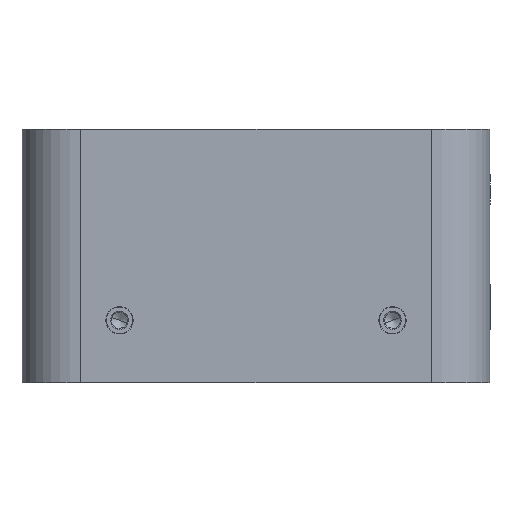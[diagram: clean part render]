
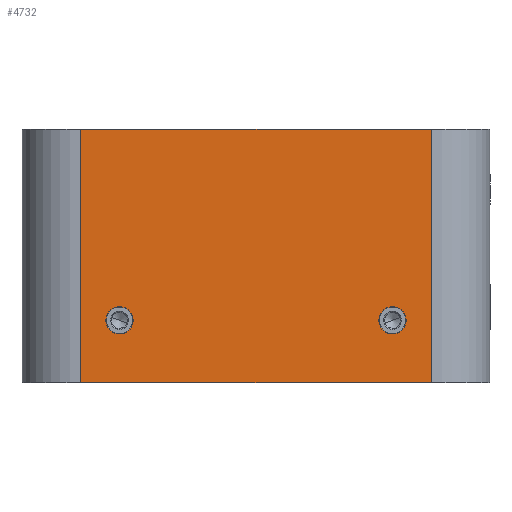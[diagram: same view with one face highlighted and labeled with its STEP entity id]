
A CAD part, left-side view. The second image highlights one B-rep face of the part: STEP entity #4732.
In plain terms, the highlighted planar face has unit normal (-1, 0, 0).
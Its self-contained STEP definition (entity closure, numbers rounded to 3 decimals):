
#44 = EDGE_LOOP ( 'NONE', ( #4808, #6088 ) ) ;
#211 = LINE ( 'NONE', #13311, #15555 ) ;
#728 = VERTEX_POINT ( 'NONE', #1215 ) ;
#982 = VERTEX_POINT ( 'NONE', #8032 ) ;
#1080 = VERTEX_POINT ( 'NONE', #9755 ) ;
#1189 = ORIENTED_EDGE ( 'NONE', *, *, #1880, .F. ) ;
#1215 = CARTESIAN_POINT ( 'NONE',  ( -60., 45., 32.5 ) ) ;
#1335 = DIRECTION ( 'NONE',  ( 0., 0., -1. ) ) ;
#1880 = EDGE_CURVE ( 'NONE', #982, #5920, #4147, .T. ) ;
#2044 = ORIENTED_EDGE ( 'NONE', *, *, #6167, .F. ) ;
#2051 = DIRECTION ( 'NONE',  ( -1., 0., 0. ) ) ;
#2972 = EDGE_CURVE ( 'NONE', #15089, #10567, #14930, .T. ) ;
#3051 = CARTESIAN_POINT ( 'NONE',  ( -60., -35., -13.1 ) ) ;
#3199 = CARTESIAN_POINT ( 'NONE',  ( -60., 35., -16.5 ) ) ;
#3241 = LINE ( 'NONE', #13907, #15803 ) ;
#3419 = CARTESIAN_POINT ( 'NONE',  ( -60., -35., -16.5 ) ) ;
#3534 = EDGE_LOOP ( 'NONE', ( #13564, #1189, #14842, #15250 ) ) ;
#4067 = CARTESIAN_POINT ( 'NONE',  ( -60., -45., 32.5 ) ) ;
#4147 = LINE ( 'NONE', #4067, #13770 ) ;
#4586 = DIRECTION ( 'NONE',  ( -1., 0., 0. ) ) ;
#4732 = ADVANCED_FACE ( 'NONE', ( #8216, #16093, #5611 ), #13673, .F. ) ;
#4808 = ORIENTED_EDGE ( 'NONE', *, *, #2972, .F. ) ;
#4961 = EDGE_CURVE ( 'NONE', #728, #982, #211, .T. ) ;
#5000 = DIRECTION ( 'NONE',  ( 0., 0., 1. ) ) ;
#5127 = VECTOR ( 'NONE', #1335, 1000. ) ;
#5284 = DIRECTION ( 'NONE',  ( 0., 0., -1. ) ) ;
#5414 = CARTESIAN_POINT ( 'NONE',  ( -60., 45., 32.5 ) ) ;
#5611 = FACE_OUTER_BOUND ( 'NONE', #3534, .T. ) ;
#5796 = CARTESIAN_POINT ( 'NONE',  ( -60., 45., -32.5 ) ) ;
#5920 = VERTEX_POINT ( 'NONE', #10913 ) ;
#6088 = ORIENTED_EDGE ( 'NONE', *, *, #10649, .F. ) ;
#6167 = EDGE_CURVE ( 'NONE', #7491, #1080, #15082, .T. ) ;
#6396 = CIRCLE ( 'NONE', #12207, 3.4 ) ;
#6534 = EDGE_CURVE ( 'NONE', #728, #11293, #14674, .T. ) ;
#7164 = CARTESIAN_POINT ( 'NONE',  ( -60., 35., -19.9 ) ) ;
#7345 = CARTESIAN_POINT ( 'NONE',  ( -60., 35., -16.5 ) ) ;
#7469 = AXIS2_PLACEMENT_3D ( 'NONE', #3199, #4586, #8572 ) ;
#7491 = VERTEX_POINT ( 'NONE', #3051 ) ;
#8032 = CARTESIAN_POINT ( 'NONE',  ( -60., -45., 32.5 ) ) ;
#8162 = CARTESIAN_POINT ( 'NONE',  ( -60., 35., -13.1 ) ) ;
#8216 = FACE_BOUND ( 'NONE', #44, .T. ) ;
#8572 = DIRECTION ( 'NONE',  ( 0., 0., 1. ) ) ;
#8896 = CARTESIAN_POINT ( 'NONE',  ( -60., -35., -16.5 ) ) ;
#9755 = CARTESIAN_POINT ( 'NONE',  ( -60., -35., -19.9 ) ) ;
#9926 = DIRECTION ( 'NONE',  ( 0., -1., 0. ) ) ;
#10008 = ORIENTED_EDGE ( 'NONE', *, *, #15790, .F. ) ;
#10325 = AXIS2_PLACEMENT_3D ( 'NONE', #7345, #2051, #14091 ) ;
#10567 = VERTEX_POINT ( 'NONE', #7164 ) ;
#10649 = EDGE_CURVE ( 'NONE', #10567, #15089, #15010, .T. ) ;
#10743 = DIRECTION ( 'NONE',  ( 0., 0., -1. ) ) ;
#10913 = CARTESIAN_POINT ( 'NONE',  ( -60., -45., -32.5 ) ) ;
#11293 = VERTEX_POINT ( 'NONE', #5796 ) ;
#11404 = DIRECTION ( 'NONE',  ( 0., 0., 1. ) ) ;
#12207 = AXIS2_PLACEMENT_3D ( 'NONE', #3419, #16513, #11404 ) ;
#12375 = CARTESIAN_POINT ( 'NONE',  ( -60., -45., 32.5 ) ) ;
#13311 = CARTESIAN_POINT ( 'NONE',  ( -60., -45., 32.5 ) ) ;
#13564 = ORIENTED_EDGE ( 'NONE', *, *, #15848, .T. ) ;
#13673 = PLANE ( 'NONE',  #14219 ) ;
#13770 = VECTOR ( 'NONE', #5284, 1000. ) ;
#13907 = CARTESIAN_POINT ( 'NONE',  ( -60., -45., -32.5 ) ) ;
#14091 = DIRECTION ( 'NONE',  ( 0., 0., 1. ) ) ;
#14188 = DIRECTION ( 'NONE',  ( -1., 0., 0. ) ) ;
#14219 = AXIS2_PLACEMENT_3D ( 'NONE', #12375, #16188, #10743 ) ;
#14612 = DIRECTION ( 'NONE',  ( 0., -1., 0. ) ) ;
#14674 = LINE ( 'NONE', #5414, #5127 ) ;
#14842 = ORIENTED_EDGE ( 'NONE', *, *, #4961, .F. ) ;
#14930 = CIRCLE ( 'NONE', #7469, 3.4 ) ;
#15010 = CIRCLE ( 'NONE', #10325, 3.4 ) ;
#15082 = CIRCLE ( 'NONE', #16469, 3.4 ) ;
#15089 = VERTEX_POINT ( 'NONE', #8162 ) ;
#15250 = ORIENTED_EDGE ( 'NONE', *, *, #6534, .T. ) ;
#15555 = VECTOR ( 'NONE', #14612, 1000. ) ;
#15790 = EDGE_CURVE ( 'NONE', #1080, #7491, #6396, .T. ) ;
#15803 = VECTOR ( 'NONE', #9926, 1000. ) ;
#15848 = EDGE_CURVE ( 'NONE', #11293, #5920, #3241, .T. ) ;
#16093 = FACE_BOUND ( 'NONE', #16397, .T. ) ;
#16188 = DIRECTION ( 'NONE',  ( 1., 0., 0. ) ) ;
#16397 = EDGE_LOOP ( 'NONE', ( #2044, #10008 ) ) ;
#16469 = AXIS2_PLACEMENT_3D ( 'NONE', #8896, #14188, #5000 ) ;
#16513 = DIRECTION ( 'NONE',  ( -1., 0., 0. ) ) ;
